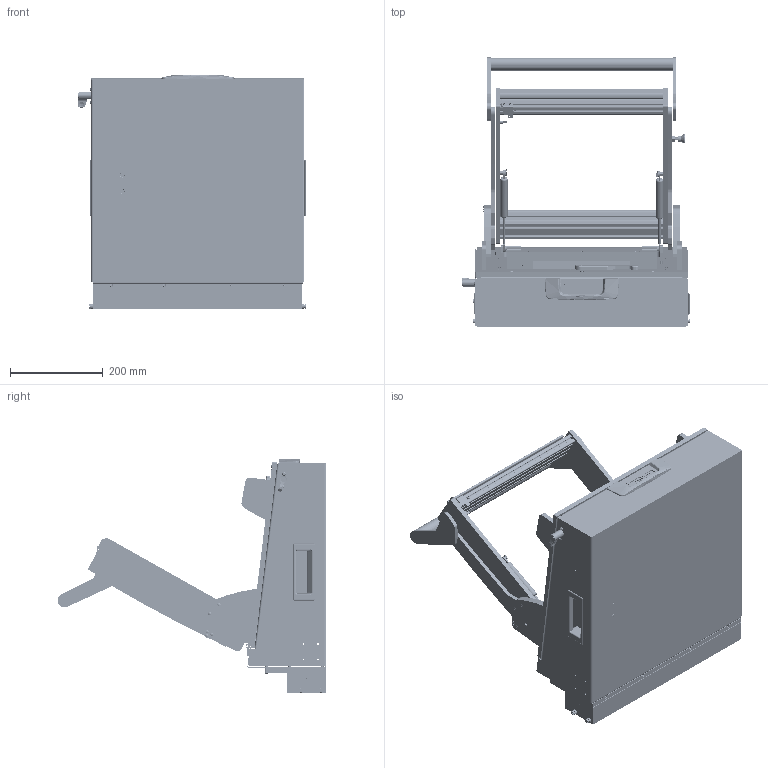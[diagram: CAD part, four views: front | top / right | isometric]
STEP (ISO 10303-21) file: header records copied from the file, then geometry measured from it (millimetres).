
FILE_DESCRIPTION (( 'STEP AP214' ), '1' );
FILE_NAME ('INGUN_35503_open.STEP', '2021-02-26T10:22:13', ( '' ), ( '' ), 'SwSTEP 2.0', 'SolidWorks 2018', '' );
FILE_SCHEMA (( 'AUTOMOTIVE_DESIGN' ));
Length unit declared in the file: millimetre
Products named in the file (114): DIN125~n_03,2 M03,0; 48728~1_S; ISO7380~n_M04,0x008; 55712~0_KUNDE<S>; DIN6325~n_04,0m6x014; 21332_01~0; 49317~0; DIN912~n_M04,0x045; 35664~1_S; DIN6325~n_04,0m6x016; ISO7380~n_M05,0x020; 48565~1_S; 35334~0_S; DIN985-A2~n_M05,0; DIN923~n_M04x06-A2; 29805~4_geschlossen<S>; 2281~0_180ø<Standard>; 22745~1_S; 32724~1; 53032~0_S; 3521~0_Spring Pin ISO 8752 - 3 x 16 - St; 31788~1; 38520~0_S; 31253~0_S; 17651~0_M 4 B; DIN912~n_M04,0x020; 35661~4_S; 52467~1; DIN985-A2~n_M04,0; 109770~0_offen<S>; 52504~0_S; 47523~0_S; ASR~-a-s-r_拱04,2x07x拌8; DIN6325~n_02,0m6x008; 21332~0_MA 2112<Standard>; DIN6325~n_04,0m6x024; 35650~11_KUNDE offen<S>; 32171~0_S; 30915~0; 32462~0_S ...
Assembly tree (213 placements, depth 6):
  INGUN_35503_open
    32660~3_KUNDE offen ohne RW und GF<S>
      32505~6_offen ohne RW und GF<S>
        32172~8
        30758~0_S  x2
          30758_01~0_S
          30758_02~0_S
        20902~0
        21332~0_MA 2112<Standard>
          21332_02~0
          21332_01~0
        53032~0_S
        32171~0_S
        32462~0_S
        29805~4_geschlossen<S>
          110322~4_S
          110705~1_S
          30984~0_S
          110231~1_S
          110443~0_S
          30112~0
          ISO7380~n_M05,0x030
          ISO7380~n_M04,0x008  x2
          DIN914~n_M04,0x05
        35334~0_S
        ISO7380~n_M03,0x016  x3
        DIN7991~n_M05,0x016
        DIN7991~n_M05,0x012  x2
        DIN985-A2~n_M04,0  x3
        8804~0
        DIN125~n_04,3 M04,0  x2
      35650~11_KUNDE offen<S>
        109770~0_offen<S>
          35648~16
          35661~4_S
          35662~11_S
          35663~9_S
          2281~0_180ø<Standard>  x2
            2281~0
          37188~1_S  x2
          53031~0_S
          35649~1_S
          35651~1_S
          31253~0_S
          30955~0_S
          30915~0
          ASR~-a-s-r_拱04,2x07x拌8  x2
          2528~0  x2
          31109~0
          35664~1_S
          48727~1_S
            48726~2_S
            DIN6325~n_04,0m6x012
            48565~1_S
            DIN912~n_M04,0x020  x2
            DIN125~n_06,4 M06,0 Fase
            DIN125~n_04,3 M04,0  x2
            49317~0
          48728~1_S
            48726~2_S
Bounding box: 493.43 x 579.84 x 506.35 mm (x, y, z)
Volume: 5078048.3 mm3; surface area: 2709096.9 mm2
Topology: 225 solids, 233 shells, 6514 faces, 16386 edges, 10462 vertices
Faces by surface type: cylinder 2832, plane 2317, cone 874, bspline 330, torus 85, sphere 76
Entity records: 158371 total; most frequent: CARTESIAN_POINT 40597, DIRECTION 23157, ORIENTED_EDGE 21828, EDGE_CURVE 10914, AXIS2_PLACEMENT_3D 8734, VERTEX_POINT 7066, VECTOR 5689, LINE 5689
